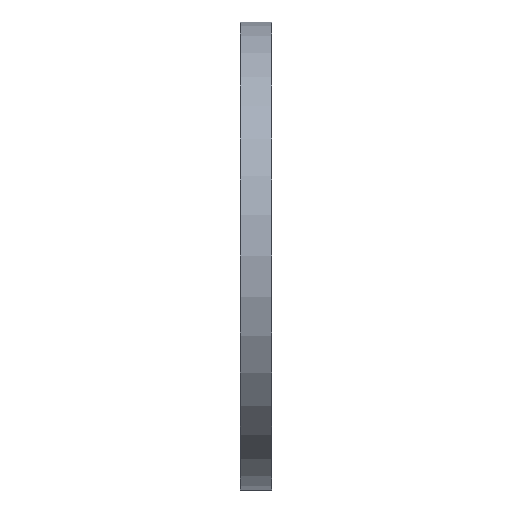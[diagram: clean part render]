
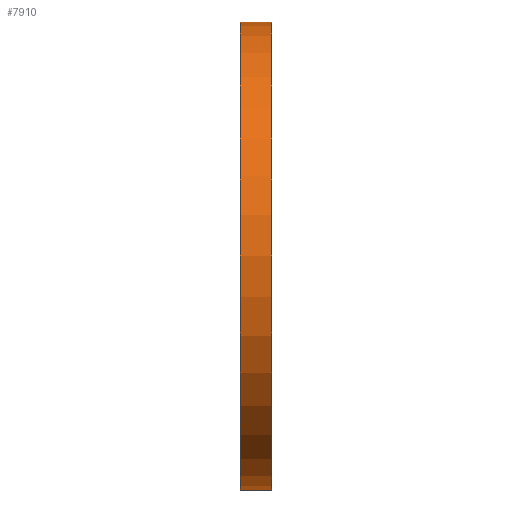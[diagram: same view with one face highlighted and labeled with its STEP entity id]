
A CAD part, left-side view. The second image highlights one B-rep face of the part: STEP entity #7910.
In plain terms, the highlighted cylindrical face has radius 15 mm (diameter 30 mm), a partial arc.
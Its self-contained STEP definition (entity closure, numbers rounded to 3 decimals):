
#43 = EDGE_CURVE ( 'NONE', #6477, #6269, #2121, .T. ) ;
#908 = DIRECTION ( 'NONE',  ( 0., 0., 1. ) ) ;
#1302 = CARTESIAN_POINT ( 'NONE',  ( 15., -2., 0. ) ) ;
#2121 = LINE ( 'NONE', #1302, #3551 ) ;
#2963 = CARTESIAN_POINT ( 'NONE',  ( 15., 0., 0. ) ) ;
#3234 = CIRCLE ( 'NONE', #3438, 15. ) ;
#3438 = AXIS2_PLACEMENT_3D ( 'NONE', #13319, #7617, #908 ) ;
#3551 = VECTOR ( 'NONE', #4573, 1000. ) ;
#3643 = VERTEX_POINT ( 'NONE', #5637 ) ;
#4075 = LINE ( 'NONE', #13952, #4259 ) ;
#4172 = CARTESIAN_POINT ( 'NONE',  ( 15., -2., -15. ) ) ;
#4259 = VECTOR ( 'NONE', #5014, 1000. ) ;
#4573 = DIRECTION ( 'NONE',  ( 0., 1., 0. ) ) ;
#4706 = ORIENTED_EDGE ( 'NONE', *, *, #14437, .F. ) ;
#4868 = VERTEX_POINT ( 'NONE', #12608 ) ;
#4907 = ORIENTED_EDGE ( 'NONE', *, *, #11186, .F. ) ;
#5014 = DIRECTION ( 'NONE',  ( 0., 1., 0. ) ) ;
#5058 = FACE_OUTER_BOUND ( 'NONE', #8895, .T. ) ;
#5328 = DIRECTION ( 'NONE',  ( 0., 1., 0. ) ) ;
#5637 = CARTESIAN_POINT ( 'NONE',  ( 15., 0., -30. ) ) ;
#5852 = ORIENTED_EDGE ( 'NONE', *, *, #12723, .T. ) ;
#6269 = VERTEX_POINT ( 'NONE', #2963 ) ;
#6436 = CARTESIAN_POINT ( 'NONE',  ( 15., -2., -15. ) ) ;
#6477 = VERTEX_POINT ( 'NONE', #7493 ) ;
#6625 = AXIS2_PLACEMENT_3D ( 'NONE', #6436, #10897, #14259 ) ;
#6807 = CYLINDRICAL_SURFACE ( 'NONE', #14556, 15. ) ;
#7493 = CARTESIAN_POINT ( 'NONE',  ( 15., -2., 0. ) ) ;
#7617 = DIRECTION ( 'NONE',  ( 0., 1., 0. ) ) ;
#7910 = ADVANCED_FACE ( 'NONE', ( #5058 ), #6807, .T. ) ;
#8895 = EDGE_LOOP ( 'NONE', ( #4706, #5852, #12017, #4907 ) ) ;
#10897 = DIRECTION ( 'NONE',  ( 0., 1., 0. ) ) ;
#11186 = EDGE_CURVE ( 'NONE', #3643, #6269, #3234, .T. ) ;
#12017 = ORIENTED_EDGE ( 'NONE', *, *, #43, .T. ) ;
#12608 = CARTESIAN_POINT ( 'NONE',  ( 15., -2., -30. ) ) ;
#12723 = EDGE_CURVE ( 'NONE', #4868, #6477, #14073, .T. ) ;
#13319 = CARTESIAN_POINT ( 'NONE',  ( 15., 0., -15. ) ) ;
#13952 = CARTESIAN_POINT ( 'NONE',  ( 15., -2., -30. ) ) ;
#14073 = CIRCLE ( 'NONE', #6625, 15. ) ;
#14259 = DIRECTION ( 'NONE',  ( 0., 0., 1. ) ) ;
#14262 = DIRECTION ( 'NONE',  ( 0., 0., 1. ) ) ;
#14437 = EDGE_CURVE ( 'NONE', #4868, #3643, #4075, .T. ) ;
#14556 = AXIS2_PLACEMENT_3D ( 'NONE', #4172, #5328, #14262 ) ;
